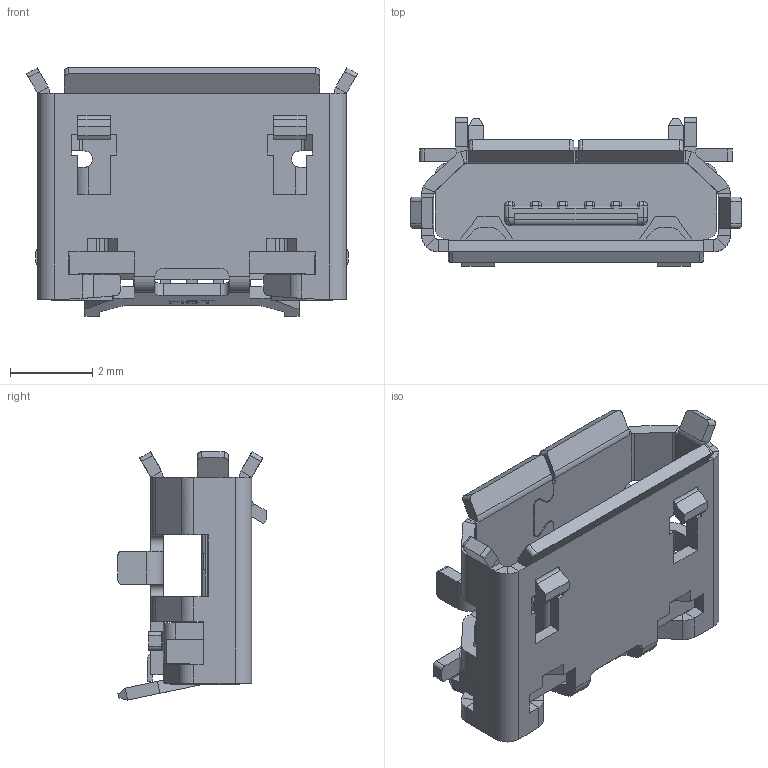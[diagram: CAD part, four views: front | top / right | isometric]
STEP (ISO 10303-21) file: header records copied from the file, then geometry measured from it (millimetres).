
FILE_DESCRIPTION(('FreeCAD Model'),'2;1');
FILE_NAME('USB_Amp-10103594.step','2020-02-27T22:36:13',('Author'),(''), 'Open CASCADE STEP processor 7.4','FreeCAD','Unknown');
FILE_SCHEMA(('AUTOMOTIVE_DESIGN { 1 0 10303 214 1 1 1 1 }'));
Length unit declared in the file: millimetre
Products named in the file (4): _0103594; _0103594001; _0103594002; _0103594003
Bounding box: 8.04 x 3.6 x 6.03 mm (x, y, z)
Surface area: 336.4 mm2 (no closed solid volume)
Topology: 0 solids, 1039 shells, 1039 faces, 5644 edges, 5644 vertices
Faces by surface type: bspline 770, revolution 269
Entity records: 67191 total; most frequent: CARTESIAN_POINT 15219, DIRECTION 7288, ORIENTED_EDGE 5644, EDGE_CURVE 5644, VERTEX_POINT 5644, LINE 4745, VECTOR 4745, AXIS2_PLACEMENT_3D 1137
